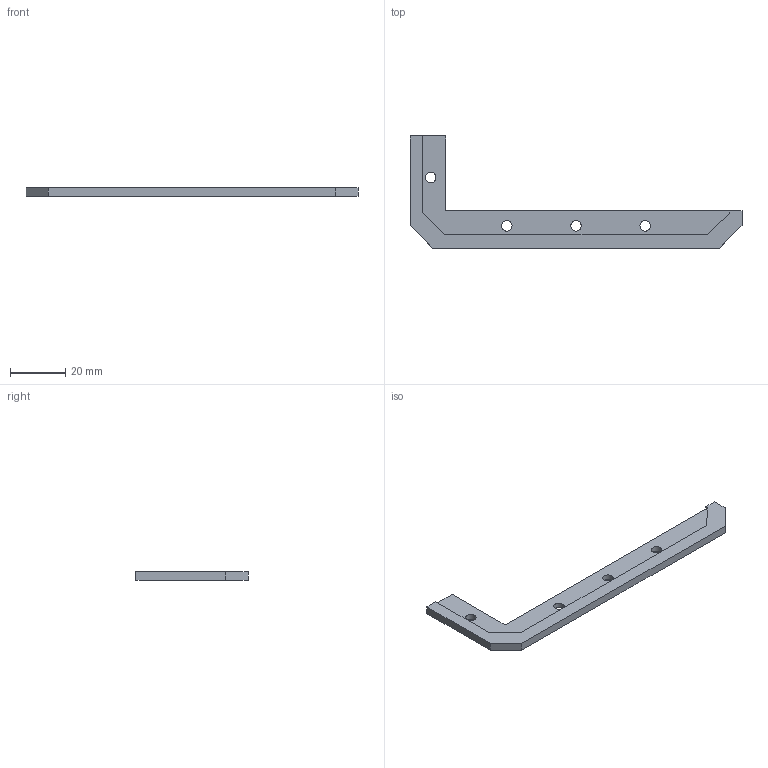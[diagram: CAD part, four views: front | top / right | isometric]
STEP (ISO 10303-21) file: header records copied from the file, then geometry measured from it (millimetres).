
FILE_DESCRIPTION(/* description */ ('Cycl_soportePCB_B'),/* implementation_level */ '2;1');
FILE_NAME(/* name */ 'G004159_Cycl_soportePCB_B.stp',/* time_stamp */ '2015-09-04T18:32:19+02:00',/* author */ ('jnazabal'),/* organization */ (''),/* preprocessor_version */ 'ST-DEVELOPER v15.6',/* originating_system */ 'Autodesk Inventor 2015',/* authorisation */ '');
FILE_SCHEMA (('AUTOMOTIVE_DESIGN { 1 0 10303 214 3 1 1 }'));
Length unit declared in the file: millimetre
Products named in the file (1): G004159_Cycl_soportePCB_B
Bounding box: 119.99 x 40.5 x 3 mm (x, y, z)
Volume: 4517.7 mm3; surface area: 4760.2 mm2
Topology: 1 solids, 1 shells, 20 faces, 54 edges, 36 vertices
Faces by surface type: plane 16, cylinder 4
Full cylindrical faces by diameter (mm): 3.78 x4
Entity records: 646 total; most frequent: CARTESIAN_POINT 107, ORIENTED_EDGE 100, DIRECTION 100, EDGE_CURVE 50, LINE 42, VECTOR 42, VERTEX_POINT 36, EDGE_LOOP 32
